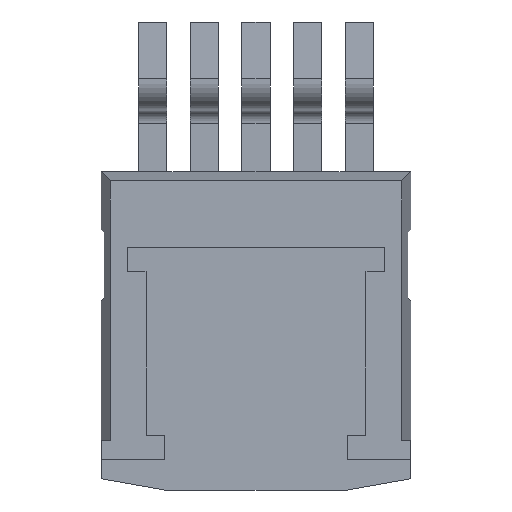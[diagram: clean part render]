
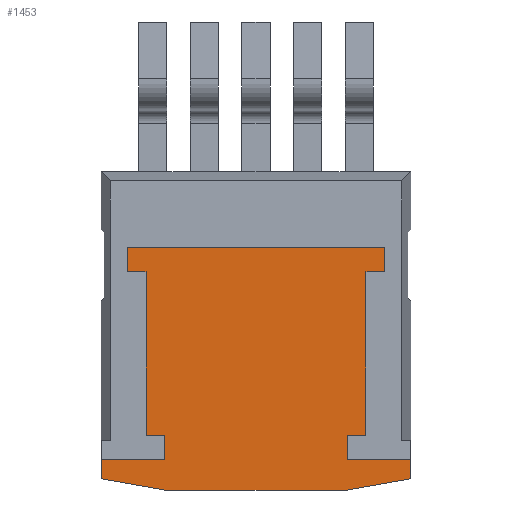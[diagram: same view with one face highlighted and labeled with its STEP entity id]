
A CAD part, front view. The second image highlights one B-rep face of the part: STEP entity #1453.
In plain terms, the highlighted planar face has unit normal (0, -1, 0).
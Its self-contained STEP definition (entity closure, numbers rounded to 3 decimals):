
#13 = CARTESIAN_POINT ( 'NONE',  ( 4.25, -2.275, 2.09 ) ) ;
#29 = LINE ( 'NONE', #2822, #454 ) ;
#37 = FACE_OUTER_BOUND ( 'NONE', #571, .T. ) ;
#76 = CARTESIAN_POINT ( 'NONE',  ( -4.25, -2.275, 1.29 ) ) ;
#94 = VERTEX_POINT ( 'NONE', #1105 ) ;
#138 = DIRECTION ( 'NONE',  ( 0., 0., -1. ) ) ;
#147 = CARTESIAN_POINT ( 'NONE',  ( -3., -2.275, 4.575 ) ) ;
#149 = VERTEX_POINT ( 'NONE', #2624 ) ;
#177 = VECTOR ( 'NONE', #2303, 1000. ) ;
#235 = ORIENTED_EDGE ( 'NONE', *, *, #3087, .T. ) ;
#252 = VERTEX_POINT ( 'NONE', #1171 ) ;
#302 = EDGE_CURVE ( 'NONE', #2474, #922, #2724, .T. ) ;
#305 = DIRECTION ( 'NONE',  ( -1., 0., 0. ) ) ;
#316 = CARTESIAN_POINT ( 'NONE',  ( 3.625, -2.275, 1.29 ) ) ;
#334 = CARTESIAN_POINT ( 'NONE',  ( -4.25, -2.275, 4.575 ) ) ;
#337 = EDGE_CURVE ( 'NONE', #551, #1216, #1512, .T. ) ;
#362 = ORIENTED_EDGE ( 'NONE', *, *, #504, .F. ) ;
#382 = LINE ( 'NONE', #334, #2447 ) ;
#436 = CARTESIAN_POINT ( 'NONE',  ( 3., -2.275, 4.575 ) ) ;
#441 = CARTESIAN_POINT ( 'NONE',  ( -5.1, -2.275, -4.908 ) ) ;
#443 = CARTESIAN_POINT ( 'NONE',  ( -5.1, -2.275, 1.29 ) ) ;
#454 = VECTOR ( 'NONE', #1021, 1000. ) ;
#469 = CARTESIAN_POINT ( 'NONE',  ( -5.1, -2.275, -5.54 ) ) ;
#471 = CARTESIAN_POINT ( 'NONE',  ( -3.625, -2.275, 4.575 ) ) ;
#482 = ORIENTED_EDGE ( 'NONE', *, *, #1074, .T. ) ;
#498 = DIRECTION ( 'NONE',  ( 0., 0., -1. ) ) ;
#504 = EDGE_CURVE ( 'NONE', #1088, #1008, #843, .T. ) ;
#507 = DIRECTION ( 'NONE',  ( 1., 0., 0. ) ) ;
#511 = ORIENTED_EDGE ( 'NONE', *, *, #3126, .T. ) ;
#512 = CARTESIAN_POINT ( 'NONE',  ( -5.1, -2.275, -5.54 ) ) ;
#519 = ORIENTED_EDGE ( 'NONE', *, *, #1955, .T. ) ;
#551 = VERTEX_POINT ( 'NONE', #599 ) ;
#552 = ORIENTED_EDGE ( 'NONE', *, *, #302, .T. ) ;
#559 = VECTOR ( 'NONE', #2891, 1000. ) ;
#571 = EDGE_LOOP ( 'NONE', ( #743, #511, #519, #2212, #362, #3001, #1934, #482, #2001, #2570, #1304, #2937, #712, #2377, #2837, #1315, #552, #235 ) ) ;
#599 = CARTESIAN_POINT ( 'NONE',  ( 3.625, -2.275, -4.108 ) ) ;
#617 = EDGE_CURVE ( 'NONE', #1008, #1042, #972, .T. ) ;
#675 = CARTESIAN_POINT ( 'NONE',  ( -5.1, -2.275, 1.29 ) ) ;
#704 = DIRECTION ( 'NONE',  ( 1., 0., 0. ) ) ;
#712 = ORIENTED_EDGE ( 'NONE', *, *, #1874, .T. ) ;
#723 = EDGE_CURVE ( 'NONE', #741, #1491, #1250, .T. ) ;
#734 = LINE ( 'NONE', #2420, #1036 ) ;
#741 = VERTEX_POINT ( 'NONE', #13 ) ;
#743 = ORIENTED_EDGE ( 'NONE', *, *, #1650, .T. ) ;
#755 = VECTOR ( 'NONE', #3051, 1000. ) ;
#830 = CARTESIAN_POINT ( 'NONE',  ( 3.625, -2.275, 4.575 ) ) ;
#843 = LINE ( 'NONE', #1382, #1323 ) ;
#894 = LINE ( 'NONE', #1807, #923 ) ;
#922 = VERTEX_POINT ( 'NONE', #1699 ) ;
#923 = VECTOR ( 'NONE', #2312, 1000. ) ;
#972 = LINE ( 'NONE', #469, #1117 ) ;
#974 = VECTOR ( 'NONE', #704, 1000. ) ;
#996 = LINE ( 'NONE', #441, #1348 ) ;
#1008 = VERTEX_POINT ( 'NONE', #2902 ) ;
#1021 = DIRECTION ( 'NONE',  ( -0.985, 0., -0.174 ) ) ;
#1036 = VECTOR ( 'NONE', #507, 1000. ) ;
#1042 = VERTEX_POINT ( 'NONE', #512 ) ;
#1074 = EDGE_CURVE ( 'NONE', #252, #3058, #1260, .T. ) ;
#1088 = VERTEX_POINT ( 'NONE', #2504 ) ;
#1105 = CARTESIAN_POINT ( 'NONE',  ( 3., -2.275, -4.108 ) ) ;
#1106 = CARTESIAN_POINT ( 'NONE',  ( -4.25, -2.275, 2.09 ) ) ;
#1117 = VECTOR ( 'NONE', #3230, 1000. ) ;
#1168 = VERTEX_POINT ( 'NONE', #2357 ) ;
#1171 = CARTESIAN_POINT ( 'NONE',  ( 5.1, -2.275, -4.908 ) ) ;
#1216 = VERTEX_POINT ( 'NONE', #316 ) ;
#1223 = VECTOR ( 'NONE', #305, 1000. ) ;
#1250 = LINE ( 'NONE', #2038, #1223 ) ;
#1260 = LINE ( 'NONE', #2032, #755 ) ;
#1274 = CARTESIAN_POINT ( 'NONE',  ( -3.625, -2.275, 1.29 ) ) ;
#1281 = EDGE_CURVE ( 'NONE', #2194, #2474, #1680, .T. ) ;
#1304 = ORIENTED_EDGE ( 'NONE', *, *, #337, .T. ) ;
#1315 = ORIENTED_EDGE ( 'NONE', *, *, #1281, .T. ) ;
#1323 = VECTOR ( 'NONE', #1838, 1000. ) ;
#1348 = VECTOR ( 'NONE', #1992, 1000. ) ;
#1382 = CARTESIAN_POINT ( 'NONE',  ( 5.1, -2.275, -5.91 ) ) ;
#1404 = CARTESIAN_POINT ( 'NONE',  ( 3., -2.275, -4.908 ) ) ;
#1453 = ADVANCED_FACE ( 'NONE', ( #37 ), #2997, .F. ) ;
#1461 = EDGE_CURVE ( 'NONE', #252, #2109, #2290, .T. ) ;
#1480 = VERTEX_POINT ( 'NONE', #1840 ) ;
#1491 = VERTEX_POINT ( 'NONE', #1106 ) ;
#1504 = CARTESIAN_POINT ( 'NONE',  ( 5.1, -2.275, -5.54 ) ) ;
#1512 = LINE ( 'NONE', #830, #177 ) ;
#1534 = DIRECTION ( 'NONE',  ( 0., 0., 1. ) ) ;
#1589 = LINE ( 'NONE', #2099, #3124 ) ;
#1633 = EDGE_CURVE ( 'NONE', #3058, #94, #2944, .T. ) ;
#1650 = EDGE_CURVE ( 'NONE', #2648, #1480, #2385, .T. ) ;
#1680 = LINE ( 'NONE', #675, #974 ) ;
#1699 = CARTESIAN_POINT ( 'NONE',  ( -3.625, -2.275, -4.108 ) ) ;
#1714 = DIRECTION ( 'NONE',  ( 0., 0., -1. ) ) ;
#1741 = DIRECTION ( 'NONE',  ( 0., 0., -1. ) ) ;
#1764 = CARTESIAN_POINT ( 'NONE',  ( -5.1, -2.275, 4.575 ) ) ;
#1772 = DIRECTION ( 'NONE',  ( 0., 0., 1. ) ) ;
#1779 = EDGE_CURVE ( 'NONE', #94, #551, #894, .T. ) ;
#1807 = CARTESIAN_POINT ( 'NONE',  ( -5.1, -2.275, -4.108 ) ) ;
#1822 = CARTESIAN_POINT ( 'NONE',  ( 4.25, -2.275, 4.575 ) ) ;
#1838 = DIRECTION ( 'NONE',  ( -1., 0., 0. ) ) ;
#1840 = CARTESIAN_POINT ( 'NONE',  ( -3., -2.275, -4.908 ) ) ;
#1874 = EDGE_CURVE ( 'NONE', #149, #741, #2264, .T. ) ;
#1877 = EDGE_CURVE ( 'NONE', #2109, #1088, #29, .T. ) ;
#1934 = ORIENTED_EDGE ( 'NONE', *, *, #1461, .F. ) ;
#1955 = EDGE_CURVE ( 'NONE', #1168, #1042, #1589, .T. ) ;
#1992 = DIRECTION ( 'NONE',  ( -1., 0., 0. ) ) ;
#2001 = ORIENTED_EDGE ( 'NONE', *, *, #1633, .T. ) ;
#2016 = VECTOR ( 'NONE', #1714, 1000. ) ;
#2032 = CARTESIAN_POINT ( 'NONE',  ( -5.1, -2.275, -4.908 ) ) ;
#2038 = CARTESIAN_POINT ( 'NONE',  ( -5.1, -2.275, 2.09 ) ) ;
#2076 = CARTESIAN_POINT ( 'NONE',  ( -3., -2.275, -4.108 ) ) ;
#2099 = CARTESIAN_POINT ( 'NONE',  ( -5.1, -2.275, -4.275 ) ) ;
#2107 = VECTOR ( 'NONE', #1741, 1000. ) ;
#2109 = VERTEX_POINT ( 'NONE', #1504 ) ;
#2194 = VERTEX_POINT ( 'NONE', #76 ) ;
#2212 = ORIENTED_EDGE ( 'NONE', *, *, #617, .F. ) ;
#2264 = LINE ( 'NONE', #1822, #2748 ) ;
#2290 = LINE ( 'NONE', #3048, #2016 ) ;
#2303 = DIRECTION ( 'NONE',  ( 0., 0., 1. ) ) ;
#2312 = DIRECTION ( 'NONE',  ( 1., 0., 0. ) ) ;
#2357 = CARTESIAN_POINT ( 'NONE',  ( -5.1, -2.275, -4.908 ) ) ;
#2377 = ORIENTED_EDGE ( 'NONE', *, *, #723, .T. ) ;
#2385 = LINE ( 'NONE', #147, #2909 ) ;
#2407 = DIRECTION ( 'NONE',  ( 1., 0., 0. ) ) ;
#2415 = EDGE_CURVE ( 'NONE', #1216, #149, #2680, .T. ) ;
#2420 = CARTESIAN_POINT ( 'NONE',  ( -5.1, -2.275, -4.108 ) ) ;
#2447 = VECTOR ( 'NONE', #2587, 1000. ) ;
#2474 = VERTEX_POINT ( 'NONE', #1274 ) ;
#2484 = AXIS2_PLACEMENT_3D ( 'NONE', #1764, #3034, #1534 ) ;
#2493 = VECTOR ( 'NONE', #2407, 1000. ) ;
#2504 = CARTESIAN_POINT ( 'NONE',  ( 3., -2.275, -5.91 ) ) ;
#2570 = ORIENTED_EDGE ( 'NONE', *, *, #1779, .T. ) ;
#2587 = DIRECTION ( 'NONE',  ( 0., 0., -1. ) ) ;
#2624 = CARTESIAN_POINT ( 'NONE',  ( 4.25, -2.275, 1.29 ) ) ;
#2648 = VERTEX_POINT ( 'NONE', #2076 ) ;
#2680 = LINE ( 'NONE', #443, #2493 ) ;
#2724 = LINE ( 'NONE', #471, #2107 ) ;
#2748 = VECTOR ( 'NONE', #1772, 1000. ) ;
#2818 = EDGE_CURVE ( 'NONE', #1491, #2194, #382, .T. ) ;
#2822 = CARTESIAN_POINT ( 'NONE',  ( 5.1, -2.275, -5.54 ) ) ;
#2837 = ORIENTED_EDGE ( 'NONE', *, *, #2818, .T. ) ;
#2891 = DIRECTION ( 'NONE',  ( 0., 0., 1. ) ) ;
#2902 = CARTESIAN_POINT ( 'NONE',  ( -3., -2.275, -5.91 ) ) ;
#2909 = VECTOR ( 'NONE', #498, 1000. ) ;
#2937 = ORIENTED_EDGE ( 'NONE', *, *, #2415, .T. ) ;
#2944 = LINE ( 'NONE', #436, #559 ) ;
#2997 = PLANE ( 'NONE',  #2484 ) ;
#3001 = ORIENTED_EDGE ( 'NONE', *, *, #1877, .F. ) ;
#3034 = DIRECTION ( 'NONE',  ( 0., 1., 0. ) ) ;
#3048 = CARTESIAN_POINT ( 'NONE',  ( 5.1, -2.275, -4.275 ) ) ;
#3051 = DIRECTION ( 'NONE',  ( -1., 0., 0. ) ) ;
#3058 = VERTEX_POINT ( 'NONE', #1404 ) ;
#3087 = EDGE_CURVE ( 'NONE', #922, #2648, #734, .T. ) ;
#3124 = VECTOR ( 'NONE', #138, 1000. ) ;
#3126 = EDGE_CURVE ( 'NONE', #1480, #1168, #996, .T. ) ;
#3230 = DIRECTION ( 'NONE',  ( -0.985, 0., 0.174 ) ) ;
